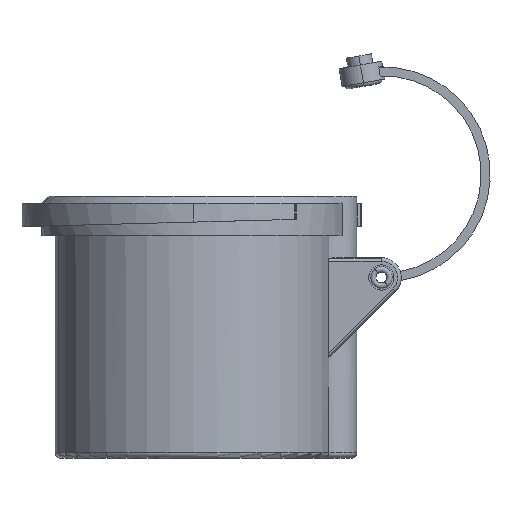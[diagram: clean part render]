
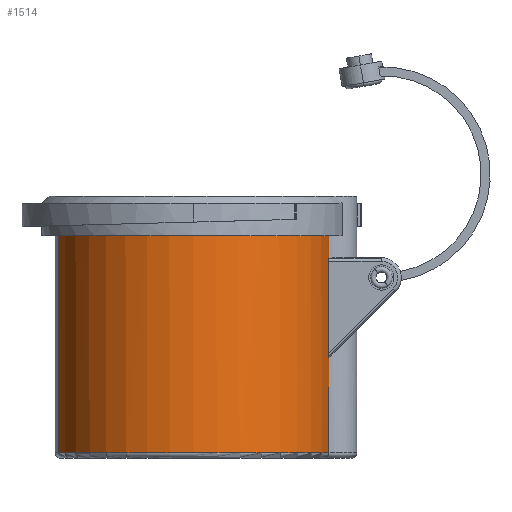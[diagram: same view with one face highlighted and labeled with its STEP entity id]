
A CAD part, left-side view. The second image highlights one B-rep face of the part: STEP entity #1514.
In plain terms, the highlighted cylindrical face has radius 38.3 mm (diameter 76.6 mm), a partial arc.
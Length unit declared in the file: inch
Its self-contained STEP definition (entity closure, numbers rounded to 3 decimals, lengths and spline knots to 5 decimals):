
#50 = CARTESIAN_POINT ( 'NONE',  ( -0.3302, -1.47128, 1.11627 ) ) ;
#62 = AXIS2_PLACEMENT_3D ( 'NONE', #3044, #1771, #3065 ) ;
#99 = ORIENTED_EDGE ( 'NONE', *, *, #1120, .T. ) ;
#139 = CARTESIAN_POINT ( 'NONE',  ( -0.32086, -1.47334, 1.1017 ) ) ;
#145 = CARTESIAN_POINT ( 'NONE',  ( -0.3265, -1.4721, 2.16979 ) ) ;
#159 = CARTESIAN_POINT ( 'NONE',  ( -0.3163, -1.47433, 1.0979 ) ) ;
#167 = CARTESIAN_POINT ( 'NONE',  ( -0.32312, -1.47285, 2.17351 ) ) ;
#194 = VERTEX_POINT ( 'NONE', #3832 ) ;
#234 = DIRECTION ( 'NONE',  ( 0., 0., 1. ) ) ;
#268 = CARTESIAN_POINT ( 'NONE',  ( -0.33465, -1.47027, 2.85433 ) ) ;
#293 = VECTOR ( 'NONE', #1889, 39.37008 ) ;
#415 = CARTESIAN_POINT ( 'NONE',  ( -0.33128, -1.47104, 1.11917 ) ) ;
#422 = CARTESIAN_POINT ( 'NONE',  ( -0.33465, -1.47027, 0. ) ) ;
#477 = ORIENTED_EDGE ( 'NONE', *, *, #2181, .T. ) ;
#492 = ORIENTED_EDGE ( 'NONE', *, *, #590, .F. ) ;
#590 = EDGE_CURVE ( 'NONE', #1661, #3373, #1173, .T. ) ;
#692 = CARTESIAN_POINT ( 'NONE',  ( -0.3148, -1.47465, 0. ) ) ;
#704 = CARTESIAN_POINT ( 'NONE',  ( -0.325, -1.47244, 1.10644 ) ) ;
#725 = CARTESIAN_POINT ( 'NONE',  ( -0.33364, -1.4705, 2.15594 ) ) ;
#746 = B_SPLINE_CURVE_WITH_KNOTS ( 'NONE', 3,
 ( #2309, #1019, #2941, #415, #3957, #50, #2005, #3627, #3306, #1697, #3607, #704, #2354 ),
 .UNSPECIFIED., .F., .F.,
 ( 4, 2, 2, 2, 1, 2, 4 ),
 ( 0., 0.38772, 0.48466, 0.50889, 0.53312, 0.58159, 0.77545 ),
 .UNSPECIFIED. ) ;
#805 = FACE_OUTER_BOUND ( 'NONE', #1267, .T. ) ;
#857 = VERTEX_POINT ( 'NONE', #167 ) ;
#871 = CARTESIAN_POINT ( 'NONE',  ( 0., 0., 2.42126 ) ) ;
#876 = EDGE_CURVE ( 'NONE', #194, #857, #1466, .T. ) ;
#896 = CARTESIAN_POINT ( 'NONE',  ( -0.3148, -1.47465, 2.17986 ) ) ;
#906 = CARTESIAN_POINT ( 'NONE',  ( -0.33465, -1.47027, 2.42126 ) ) ;
#1019 = CARTESIAN_POINT ( 'NONE',  ( -0.33465, -1.47027, 1.13307 ) ) ;
#1082 = EDGE_CURVE ( 'NONE', #2691, #3666, #2614, .T. ) ;
#1106 = CARTESIAN_POINT ( 'NONE',  ( -0.33465, -1.47027, 2.14567 ) ) ;
#1119 = DIRECTION ( 'NONE',  ( 0., 0., 1. ) ) ;
#1120 = EDGE_CURVE ( 'NONE', #2909, #194, #3989, .T. ) ;
#1151 = ORIENTED_EDGE ( 'NONE', *, *, #2775, .F. ) ;
#1172 = CARTESIAN_POINT ( 'NONE',  ( -0.32068, -1.47338, 2.17597 ) ) ;
#1173 = LINE ( 'NONE', #2780, #1243 ) ;
#1243 = VECTOR ( 'NONE', #234, 39.37008 ) ;
#1267 = EDGE_LOOP ( 'NONE', ( #492, #2553, #1362, #1420, #1151, #99, #2418, #3351, #3551, #1287, #477, #2716 ) ) ;
#1274 = EDGE_CURVE ( 'NONE', #857, #3270, #3329, .T. ) ;
#1287 = ORIENTED_EDGE ( 'NONE', *, *, #1857, .F. ) ;
#1302 = DIRECTION ( 'NONE',  ( 0., 0., 1. ) ) ;
#1359 = B_SPLINE_CURVE_WITH_KNOTS ( 'NONE', 3,
 ( #1797, #1777, #4021, #3092, #139, #3665, #159, #2708 ),
 .UNSPECIFIED., .F., .F.,
 ( 4, 2, 1, 1, 4 ),
 ( 0.77545, 0.80352, 0.83159, 0.88772, 1. ),
 .UNSPECIFIED. ) ;
#1362 = ORIENTED_EDGE ( 'NONE', *, *, #1082, .T. ) ;
#1363 = AXIS2_PLACEMENT_3D ( 'NONE', #1799, #1119, #4004 ) ;
#1408 = EDGE_CURVE ( 'NONE', #3270, #2150, #2965, .T. ) ;
#1412 = VECTOR ( 'NONE', #2499, 39.37008 ) ;
#1420 = ORIENTED_EDGE ( 'NONE', *, *, #2018, .F. ) ;
#1427 = CARTESIAN_POINT ( 'NONE',  ( -0.32936, -1.47147, 2.16552 ) ) ;
#1466 = B_SPLINE_CURVE_WITH_KNOTS ( 'NONE', 3,
 ( #1106, #2399, #725, #2669, #1427, #145, #3986, #1720 ),
 .UNSPECIFIED., .F., .F.,
 ( 4, 2, 2, 4 ),
 ( 0., 0.37163, 0.55745, 0.74326 ),
 .UNSPECIFIED. ) ;
#1514 = ADVANCED_FACE ( 'NONE', ( #805 ), #3754, .T. ) ;
#1536 = CARTESIAN_POINT ( 'NONE',  ( -0.3179, -1.47399, 2.17809 ) ) ;
#1637 = EDGE_CURVE ( 'NONE', #2172, #3373, #2283, .T. ) ;
#1652 = DIRECTION ( 'NONE',  ( 0., 0., 1. ) ) ;
#1661 = VERTEX_POINT ( 'NONE', #3432 ) ;
#1697 = CARTESIAN_POINT ( 'NONE',  ( -0.32865, -1.47162, 1.11279 ) ) ;
#1720 = CARTESIAN_POINT ( 'NONE',  ( -0.32312, -1.47285, 2.17351 ) ) ;
#1765 = VERTEX_POINT ( 'NONE', #268 ) ;
#1771 = DIRECTION ( 'NONE',  ( 0., 0., -1. ) ) ;
#1777 = CARTESIAN_POINT ( 'NONE',  ( -0.32284, -1.47291, 1.10386 ) ) ;
#1797 = CARTESIAN_POINT ( 'NONE',  ( -0.32311, -1.47285, 1.10419 ) ) ;
#1799 = CARTESIAN_POINT ( 'NONE',  ( 0., 0., 0. ) ) ;
#1857 = EDGE_CURVE ( 'NONE', #1765, #2150, #3573, .T. ) ;
#1889 = DIRECTION ( 'NONE',  ( 0., 0., 1. ) ) ;
#1935 = VECTOR ( 'NONE', #1302, 39.37008 ) ;
#2005 = CARTESIAN_POINT ( 'NONE',  ( -0.33007, -1.47131, 1.11595 ) ) ;
#2018 = EDGE_CURVE ( 'NONE', #3286, #3666, #1359, .T. ) ;
#2150 = VERTEX_POINT ( 'NONE', #3452 ) ;
#2172 = VERTEX_POINT ( 'NONE', #906 ) ;
#2181 = EDGE_CURVE ( 'NONE', #1765, #2172, #2478, .T. ) ;
#2283 = CIRCLE ( 'NONE', #3778, 1.50787 ) ;
#2309 = CARTESIAN_POINT ( 'NONE',  ( -0.33465, -1.47027, 1.14098 ) ) ;
#2330 = CARTESIAN_POINT ( 'NONE',  ( 0., 0., 2.85433 ) ) ;
#2353 = CIRCLE ( 'NONE', #62, 1.50787 ) ;
#2354 = CARTESIAN_POINT ( 'NONE',  ( -0.32311, -1.47285, 1.10419 ) ) ;
#2391 = EDGE_CURVE ( 'NONE', #2691, #1661, #2353, .T. ) ;
#2399 = CARTESIAN_POINT ( 'NONE',  ( -0.33464, -1.47027, 2.15077 ) ) ;
#2418 = ORIENTED_EDGE ( 'NONE', *, *, #876, .T. ) ;
#2440 = CARTESIAN_POINT ( 'NONE',  ( -0.33465, -1.47027, 1.14098 ) ) ;
#2478 = LINE ( 'NONE', #4148, #1412 ) ;
#2499 = DIRECTION ( 'NONE',  ( 0., 0., -1. ) ) ;
#2553 = ORIENTED_EDGE ( 'NONE', *, *, #2391, .F. ) ;
#2562 = DIRECTION ( 'NONE',  ( -0.209, 0.978, 0. ) ) ;
#2614 = LINE ( 'NONE', #692, #1935 ) ;
#2669 = CARTESIAN_POINT ( 'NONE',  ( -0.33063, -1.47118, 2.16318 ) ) ;
#2691 = VERTEX_POINT ( 'NONE', #2948 ) ;
#2708 = CARTESIAN_POINT ( 'NONE',  ( -0.3148, -1.47465, 1.09701 ) ) ;
#2716 = ORIENTED_EDGE ( 'NONE', *, *, #1637, .T. ) ;
#2775 = EDGE_CURVE ( 'NONE', #2909, #3286, #746, .T. ) ;
#2780 = CARTESIAN_POINT ( 'NONE',  ( -0.3148, 1.47465, 0. ) ) ;
#2909 = VERTEX_POINT ( 'NONE', #2440 ) ;
#2939 = DIRECTION ( 'NONE',  ( 0.222, 0.975, 0. ) ) ;
#2941 = CARTESIAN_POINT ( 'NONE',  ( -0.33346, -1.47056, 1.12621 ) ) ;
#2948 = CARTESIAN_POINT ( 'NONE',  ( -0.3148, -1.47465, 0.05906 ) ) ;
#2965 = LINE ( 'NONE', #3956, #293 ) ;
#3044 = CARTESIAN_POINT ( 'NONE',  ( 0., 0., 0.05906 ) ) ;
#3065 = DIRECTION ( 'NONE',  ( 0., 1., 0. ) ) ;
#3092 = CARTESIAN_POINT ( 'NONE',  ( -0.32184, -1.47313, 1.10274 ) ) ;
#3161 = CARTESIAN_POINT ( 'NONE',  ( -0.32312, -1.47285, 2.17351 ) ) ;
#3270 = VERTEX_POINT ( 'NONE', #4064 ) ;
#3286 = VERTEX_POINT ( 'NONE', #3363 ) ;
#3290 = VECTOR ( 'NONE', #4011, 39.37008 ) ;
#3306 = CARTESIAN_POINT ( 'NONE',  ( -0.32921, -1.4715, 1.11394 ) ) ;
#3329 = B_SPLINE_CURVE_WITH_KNOTS ( 'NONE', 3,
 ( #3161, #1172, #1536, #896 ),
 .UNSPECIFIED., .F., .F.,
 ( 4, 4 ),
 ( 0.74326, 1. ),
 .UNSPECIFIED. ) ;
#3351 = ORIENTED_EDGE ( 'NONE', *, *, #1274, .T. ) ;
#3363 = CARTESIAN_POINT ( 'NONE',  ( -0.32311, -1.47285, 1.10419 ) ) ;
#3373 = VERTEX_POINT ( 'NONE', #3388 ) ;
#3388 = CARTESIAN_POINT ( 'NONE',  ( -0.3148, 1.47465, 2.42126 ) ) ;
#3432 = CARTESIAN_POINT ( 'NONE',  ( -0.3148, 1.47465, 0.05906 ) ) ;
#3452 = CARTESIAN_POINT ( 'NONE',  ( -0.3148, -1.47465, 2.85433 ) ) ;
#3551 = ORIENTED_EDGE ( 'NONE', *, *, #1408, .T. ) ;
#3573 = CIRCLE ( 'NONE', #4115, 1.50787 ) ;
#3607 = CARTESIAN_POINT ( 'NONE',  ( -0.32674, -1.47205, 1.10907 ) ) ;
#3627 = CARTESIAN_POINT ( 'NONE',  ( -0.32973, -1.47138, 1.11514 ) ) ;
#3647 = CARTESIAN_POINT ( 'NONE',  ( -0.3148, -1.47465, 1.09701 ) ) ;
#3665 = CARTESIAN_POINT ( 'NONE',  ( -0.31848, -1.47386, 1.09947 ) ) ;
#3666 = VERTEX_POINT ( 'NONE', #3647 ) ;
#3754 = CYLINDRICAL_SURFACE ( 'NONE', #1363, 1.50787 ) ;
#3778 = AXIS2_PLACEMENT_3D ( 'NONE', #871, #3795, #2562 ) ;
#3795 = DIRECTION ( 'NONE',  ( 0., 0., -1. ) ) ;
#3832 = CARTESIAN_POINT ( 'NONE',  ( -0.33465, -1.47027, 2.14567 ) ) ;
#3956 = CARTESIAN_POINT ( 'NONE',  ( -0.3148, -1.47465, 0. ) ) ;
#3957 = CARTESIAN_POINT ( 'NONE',  ( -0.33081, -1.47114, 1.11784 ) ) ;
#3986 = CARTESIAN_POINT ( 'NONE',  ( -0.3249, -1.47246, 2.17174 ) ) ;
#3989 = LINE ( 'NONE', #422, #3290 ) ;
#4004 = DIRECTION ( 'NONE',  ( -0.209, 0.978, 0. ) ) ;
#4011 = DIRECTION ( 'NONE',  ( 0., 0., 1. ) ) ;
#4021 = CARTESIAN_POINT ( 'NONE',  ( -0.32248, -1.47299, 1.10345 ) ) ;
#4064 = CARTESIAN_POINT ( 'NONE',  ( -0.3148, -1.47465, 2.17986 ) ) ;
#4115 = AXIS2_PLACEMENT_3D ( 'NONE', #2330, #1652, #2939 ) ;
#4148 = CARTESIAN_POINT ( 'NONE',  ( -0.33465, -1.47027, 2.85433 ) ) ;
